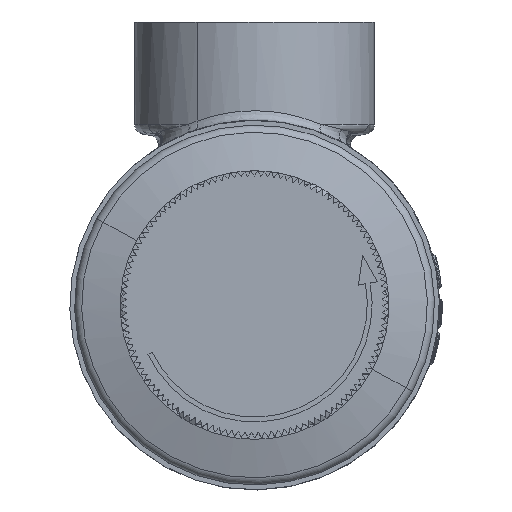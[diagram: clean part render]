
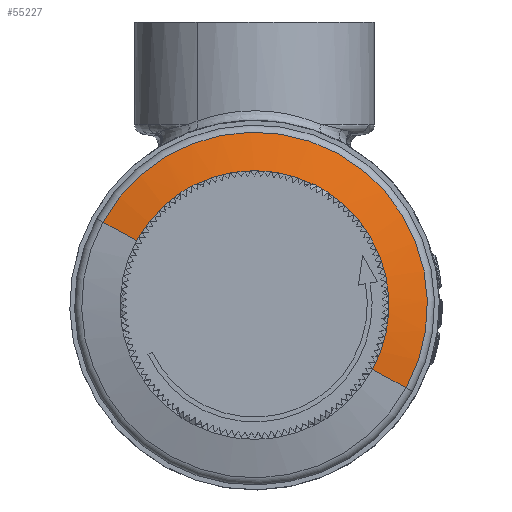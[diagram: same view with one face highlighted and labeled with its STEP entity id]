
A CAD part, top view. The second image highlights one B-rep face of the part: STEP entity #55227.
In plain terms, the highlighted conical face has half-angle 75 degrees and reference radius 14 mm.
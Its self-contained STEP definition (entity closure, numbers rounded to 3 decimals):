
#55107=CARTESIAN_POINT('Vertex',(15.804,32.866,62.199)) ;
#55114=CARTESIAN_POINT('Vertex',(-15.804,50.134,62.199)) ;
#55129=CARTESIAN_POINT('Axis2P3D Location',(0.,41.5,62.199)) ;
#55141=CARTESIAN_POINT('Axis2P3D Location',(0.,41.5,63.273)) ;
#55146=CARTESIAN_POINT('Line Origine',(-14.045,49.173,62.736)) ;
#55150=CARTESIAN_POINT('Vertex',(-12.286,48.212,63.273)) ;
#55154=CARTESIAN_POINT('Control Point',(-12.286,48.212,63.273)) ;
#55155=CARTESIAN_POINT('Control Point',(-11.463,49.719,63.273)) ;
#55156=CARTESIAN_POINT('Control Point',(-10.392,51.092,63.273)) ;
#55157=CARTESIAN_POINT('Control Point',(-9.11,52.269,63.273)) ;
#55158=CARTESIAN_POINT('Control Point',(-7.673,53.21,63.273)) ;
#55159=CARTESIAN_POINT('Vertex',(-7.673,53.21,63.273)) ;
#55162=CARTESIAN_POINT('Axis2P3D Location',(0.,41.5,63.273)) ;
#55166=CARTESIAN_POINT('Vertex',(-6.305,54.,63.273)) ;
#55170=CARTESIAN_POINT('Control Point',(-6.305,54.,63.273)) ;
#55171=CARTESIAN_POINT('Control Point',(-3.385,55.473,63.273)) ;
#55172=CARTESIAN_POINT('Control Point',(0.,56.036,63.273)) ;
#55173=CARTESIAN_POINT('Control Point',(3.385,55.473,63.273)) ;
#55174=CARTESIAN_POINT('Control Point',(6.305,54.,63.273)) ;
#55175=CARTESIAN_POINT('Vertex',(6.305,54.,63.273)) ;
#55178=CARTESIAN_POINT('Axis2P3D Location',(0.,41.5,63.273)) ;
#55182=CARTESIAN_POINT('Vertex',(7.673,53.21,63.273)) ;
#55186=CARTESIAN_POINT('Control Point',(7.673,53.21,63.273)) ;
#55187=CARTESIAN_POINT('Control Point',(10.408,51.418,63.273)) ;
#55188=CARTESIAN_POINT('Control Point',(12.589,48.768,63.273)) ;
#55189=CARTESIAN_POINT('Control Point',(13.793,45.555,63.273)) ;
#55190=CARTESIAN_POINT('Control Point',(13.978,42.29,63.273)) ;
#55191=CARTESIAN_POINT('Vertex',(13.978,42.29,63.273)) ;
#55194=CARTESIAN_POINT('Axis2P3D Location',(0.,41.5,63.273)) ;
#55198=CARTESIAN_POINT('Vertex',(13.978,40.71,63.273)) ;
#55202=CARTESIAN_POINT('Control Point',(13.978,40.71,63.273)) ;
#55203=CARTESIAN_POINT('Control Point',(13.89,39.16,63.273)) ;
#55204=CARTESIAN_POINT('Control Point',(13.573,37.623,63.273)) ;
#55205=CARTESIAN_POINT('Control Point',(13.03,36.15,63.273)) ;
#55206=CARTESIAN_POINT('Control Point',(12.286,34.788,63.273)) ;
#55207=CARTESIAN_POINT('Vertex',(12.286,34.788,63.273)) ;
#55210=CARTESIAN_POINT('Line Origine',(14.045,33.827,62.736)) ;
#55148=VECTOR('Line Direction',#55147,1.) ;
#55212=VECTOR('Line Direction',#55211,1.) ;
#55130=DIRECTION('Axis2P3D Direction',(0.,0.,-1.)) ;
#55142=DIRECTION('Axis2P3D Direction',(0.,0.,-1.)) ;
#55143=DIRECTION('Axis2P3D XDirection',(0.878,-0.479,0.)) ;
#55147=DIRECTION('Vector Direction',(-0.848,0.463,-0.259)) ;
#55163=DIRECTION('Axis2P3D Direction',(0.,0.,-1.)) ;
#55179=DIRECTION('Axis2P3D Direction',(0.,0.,-1.)) ;
#55195=DIRECTION('Axis2P3D Direction',(0.,0.,-1.)) ;
#55211=DIRECTION('Vector Direction',(0.848,-0.463,-0.259)) ;
#55131=AXIS2_PLACEMENT_3D('Circle Axis2P3D',#55129,#55130,$) ;
#55144=AXIS2_PLACEMENT_3D('Cone Axis2P3D',#55141,#55142,#55143) ;
#55164=AXIS2_PLACEMENT_3D('Circle Axis2P3D',#55162,#55163,$) ;
#55180=AXIS2_PLACEMENT_3D('Circle Axis2P3D',#55178,#55179,$) ;
#55196=AXIS2_PLACEMENT_3D('Circle Axis2P3D',#55194,#55195,$) ;
#55149=LINE('Line',#55146,#55148) ;
#55213=LINE('Line',#55210,#55212) ;
#55132=CIRCLE('generated circle',#55131,18.009) ;
#55165=CIRCLE('generated circle',#55164,14.) ;
#55181=CIRCLE('generated circle',#55180,14.) ;
#55197=CIRCLE('generated circle',#55196,14.) ;
#55145=CONICAL_SURFACE('Cone',#55144,14.,1.309) ;
#55133=EDGE_CURVE('',#55115,#55108,#55132,.T.) ;
#55152=EDGE_CURVE('',#55115,#55151,#55149,.F.) ;
#55161=EDGE_CURVE('',#55151,#55160,#55153,.T.) ;
#55168=EDGE_CURVE('',#55160,#55167,#55165,.T.) ;
#55177=EDGE_CURVE('',#55167,#55176,#55169,.T.) ;
#55184=EDGE_CURVE('',#55176,#55183,#55181,.T.) ;
#55193=EDGE_CURVE('',#55183,#55192,#55185,.T.) ;
#55200=EDGE_CURVE('',#55192,#55199,#55197,.T.) ;
#55209=EDGE_CURVE('',#55199,#55208,#55201,.T.) ;
#55214=EDGE_CURVE('',#55108,#55208,#55213,.F.) ;
#55216=ORIENTED_EDGE('',*,*,#55133,.F.) ;
#55217=ORIENTED_EDGE('',*,*,#55152,.T.) ;
#55218=ORIENTED_EDGE('',*,*,#55161,.T.) ;
#55219=ORIENTED_EDGE('',*,*,#55168,.T.) ;
#55220=ORIENTED_EDGE('',*,*,#55177,.T.) ;
#55221=ORIENTED_EDGE('',*,*,#55184,.T.) ;
#55222=ORIENTED_EDGE('',*,*,#55193,.T.) ;
#55223=ORIENTED_EDGE('',*,*,#55200,.T.) ;
#55224=ORIENTED_EDGE('',*,*,#55209,.T.) ;
#55225=ORIENTED_EDGE('',*,*,#55214,.F.) ;
#55215=EDGE_LOOP('',(#55216,#55217,#55218,#55219,#55220,#55221,#55222,#55223,#55224,#55225)) ;
#55108=VERTEX_POINT('',#55107) ;
#55115=VERTEX_POINT('',#55114) ;
#55151=VERTEX_POINT('',#55150) ;
#55160=VERTEX_POINT('',#55159) ;
#55167=VERTEX_POINT('',#55166) ;
#55176=VERTEX_POINT('',#55175) ;
#55183=VERTEX_POINT('',#55182) ;
#55192=VERTEX_POINT('',#55191) ;
#55199=VERTEX_POINT('',#55198) ;
#55208=VERTEX_POINT('',#55207) ;
#55227=ADVANCED_FACE('PartBody',(#55226),#55145,.T.) ;
#55153=B_SPLINE_CURVE_WITH_KNOTS('',4,(#55154,#55155,#55156,#55157,#55158),.UNSPECIFIED.,.F.,.U.,(5,5),(0.,9.716),.UNSPECIFIED.) ;
#55169=B_SPLINE_CURVE_WITH_KNOTS('',4,(#55170,#55171,#55172,#55173,#55174),.UNSPECIFIED.,.F.,.U.,(5,5),(11.952,30.449),.UNSPECIFIED.) ;
#55185=B_SPLINE_CURVE_WITH_KNOTS('',4,(#55186,#55187,#55188,#55189,#55190),.UNSPECIFIED.,.F.,.U.,(5,5),(32.685,51.182),.UNSPECIFIED.) ;
#55201=B_SPLINE_CURVE_WITH_KNOTS('',4,(#55202,#55203,#55204,#55205,#55206),.UNSPECIFIED.,.F.,.U.,(5,5),(53.418,62.2),.UNSPECIFIED.) ;
#55226=FACE_OUTER_BOUND('',#55215,.T.) ;
